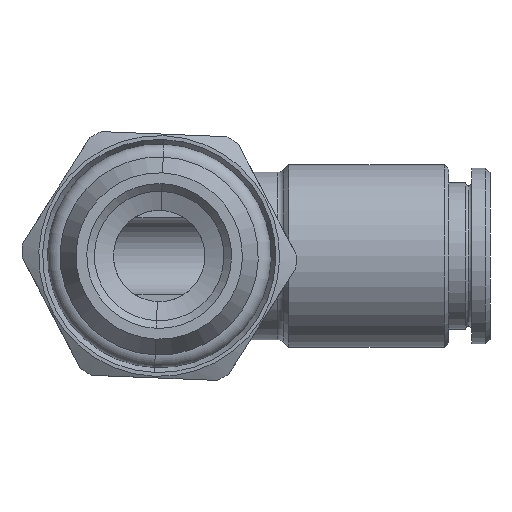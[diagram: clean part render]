
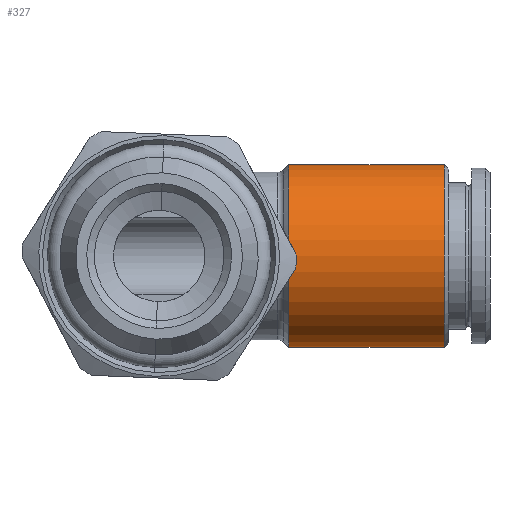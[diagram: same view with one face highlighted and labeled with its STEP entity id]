
A CAD part, front view. The second image highlights one B-rep face of the part: STEP entity #327.
In plain terms, the highlighted cylindrical face has radius 6 mm (diameter 12 mm), a partial arc.
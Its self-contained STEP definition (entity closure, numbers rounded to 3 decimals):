
#140 = EDGE_CURVE ( 'NONE', #1801, #1802, #1210, .T. ) ;
#239 = EDGE_LOOP ( 'NONE', ( #336, #240, #242, #347 ) ) ;
#240 = ORIENTED_EDGE ( 'NONE', *, *, #241, .T. ) ;
#241 = EDGE_CURVE ( 'NONE', #1731, #1704, #867, .T. ) ;
#242 = ORIENTED_EDGE ( 'NONE', *, *, #1825, .T. ) ;
#327 = ADVANCED_FACE ( 'NONE', ( #1017 ), #1084, .T. ) ;
#336 = ORIENTED_EDGE ( 'NONE', *, *, #1824, .F. ) ;
#347 = ORIENTED_EDGE ( 'NONE', *, *, #140, .T. ) ;
#835 = DIRECTION ( 'NONE',  ( -1., 0., 0. ) ) ;
#844 = CARTESIAN_POINT ( 'NONE',  ( 18.7, 0., 0. ) ) ;
#864 = DIRECTION ( 'NONE',  ( 0., 0., 1. ) ) ;
#865 = AXIS2_PLACEMENT_3D ( 'NONE', #844, #835, #864 ) ;
#867 = CIRCLE ( 'NONE', #865, 6. ) ;
#1017 = FACE_OUTER_BOUND ( 'NONE', #239, .T. ) ;
#1073 = DIRECTION ( 'NONE',  ( 0., 0., 1. ) ) ;
#1074 = DIRECTION ( 'NONE',  ( -1., 0., 0. ) ) ;
#1075 = AXIS2_PLACEMENT_3D ( 'NONE', #1083, #1074, #1073 ) ;
#1083 = CARTESIAN_POINT ( 'NONE',  ( 0., 0., 0. ) ) ;
#1084 = CYLINDRICAL_SURFACE ( 'NONE', #1075, 6. ) ;
#1210 = CIRCLE ( 'NONE', #1231, 6. ) ;
#1223 = CARTESIAN_POINT ( 'NONE',  ( 8.5, 0., 0. ) ) ;
#1228 = DIRECTION ( 'NONE',  ( 0., 0., -1. ) ) ;
#1231 = AXIS2_PLACEMENT_3D ( 'NONE', #1223, #1240, #1228 ) ;
#1240 = DIRECTION ( 'NONE',  ( 1., 0., 0. ) ) ;
#1682 = CARTESIAN_POINT ( 'NONE',  ( 8.5, 0., -6. ) ) ;
#1694 = CARTESIAN_POINT ( 'NONE',  ( 8.5, 0., 6. ) ) ;
#1704 = VERTEX_POINT ( 'NONE', #3226 ) ;
#1725 = DIRECTION ( 'NONE',  ( -1., 0., 0. ) ) ;
#1726 = VECTOR ( 'NONE', #1725, 1000. ) ;
#1731 = VERTEX_POINT ( 'NONE', #3227 ) ;
#1736 = LINE ( 'NONE', #1780, #1726 ) ;
#1751 = DIRECTION ( 'NONE',  ( -1., 0., 0. ) ) ;
#1752 = VECTOR ( 'NONE', #1751, 1000. ) ;
#1753 = CARTESIAN_POINT ( 'NONE',  ( 0., 0., 6. ) ) ;
#1754 = LINE ( 'NONE', #1753, #1752 ) ;
#1780 = CARTESIAN_POINT ( 'NONE',  ( 0., 0., -6. ) ) ;
#1801 = VERTEX_POINT ( 'NONE', #1694 ) ;
#1802 = VERTEX_POINT ( 'NONE', #1682 ) ;
#1824 = EDGE_CURVE ( 'NONE', #1731, #1802, #1736, .T. ) ;
#1825 = EDGE_CURVE ( 'NONE', #1704, #1801, #1754, .T. ) ;
#3226 = CARTESIAN_POINT ( 'NONE',  ( 18.7, 0., 6. ) ) ;
#3227 = CARTESIAN_POINT ( 'NONE',  ( 18.7, 0., -6. ) ) ;
